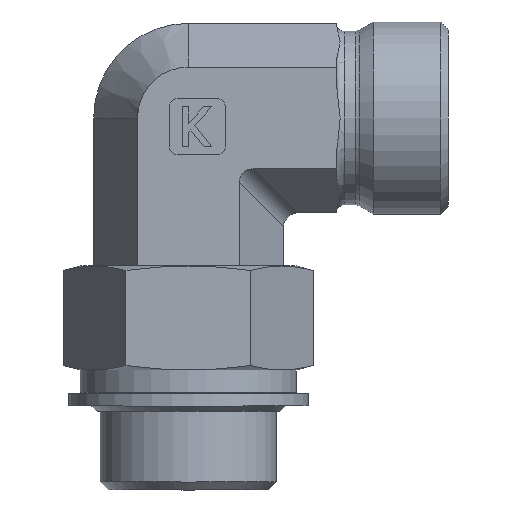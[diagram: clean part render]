
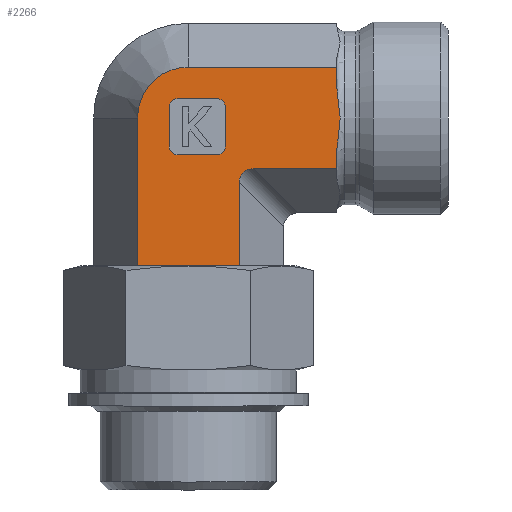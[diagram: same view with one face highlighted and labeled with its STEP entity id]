
A CAD part, left-side view. The second image highlights one B-rep face of the part: STEP entity #2266.
In plain terms, the highlighted planar face has unit normal (-1, 0, 0).
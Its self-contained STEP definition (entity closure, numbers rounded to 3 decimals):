
#347=CARTESIAN_POINT('',(-11.0,6.351,1.5));
#348=VERTEX_POINT('',#347);
#349=CARTESIAN_POINT('',(-11.,0.,1.5));
#350=VERTEX_POINT('',#349);
#351=CARTESIAN_POINT('',(-11.0,6.351,1.5));
#352=DIRECTION('',(0.0,-1.0,0.0));
#353=VECTOR('',#352,6.351);
#354=LINE('',#351,#353);
#355=EDGE_CURVE('',#348,#350,#354,.T.);
#378=CARTESIAN_POINT('',(-11.0,-6.351,1.5));
#379=VERTEX_POINT('',#378);
#388=CARTESIAN_POINT('',(-11.0,0.,1.5));
#389=DIRECTION('',(0.0,-1.0,0.0));
#390=VECTOR('',#389,6.351);
#391=LINE('',#388,#390);
#392=EDGE_CURVE('',#350,#379,#391,.T.);
#544=CARTESIAN_POINT('',(-11.0,-6.351,11.917));
#545=VERTEX_POINT('',#544);
#552=CARTESIAN_POINT('',(-11.0,-6.351,1.5));
#553=DIRECTION('',(0.0,0.0,1.0));
#554=VECTOR('',#553,10.417);
#555=LINE('',#552,#554);
#556=EDGE_CURVE('',#379,#545,#555,.T.);
#901=CARTESIAN_POINT('',(-11.0,-18.5,24.407));
#902=VERTEX_POINT('',#901);
#910=CARTESIAN_POINT('',(-11.0,-18.5,15.593));
#911=VERTEX_POINT('',#910);
#912=CARTESIAN_POINT('',(-11.0,-18.5,15.593));
#913=CARTESIAN_POINT('',(-11.0,-18.5,16.081));
#914=CARTESIAN_POINT('',(-11.0,-18.559,16.665));
#915=CARTESIAN_POINT('',(-11.0,-18.751,18.041));
#916=CARTESIAN_POINT('',(-11.0,-18.973,19.099));
#917=CARTESIAN_POINT('',(-11.0,-18.973,20.901));
#918=CARTESIAN_POINT('',(-11.0,-18.751,21.959));
#919=CARTESIAN_POINT('',(-11.0,-18.559,23.335));
#920=CARTESIAN_POINT('',(-11.0,-18.5,23.919));
#921=CARTESIAN_POINT('',(-11.0,-18.5,24.407));
#922=B_SPLINE_CURVE_WITH_KNOTS('',3,(#912,#913,#914,#915,#916,#917,#918,#919,#920,#921),.UNSPECIFIED.,.F.,.U.,(4,2,2,2,4),(0.917,1.063,1.334,1.604,1.751),.UNSPECIFIED.);
#923=EDGE_CURVE('',#911,#902,#922,.T.);
#1241=CARTESIAN_POINT('',(-11.,-18.5,13.649));
#1242=VERTEX_POINT('',#1241);
#1249=CARTESIAN_POINT('',(-11.,-8.083,13.649));
#1250=VERTEX_POINT('',#1249);
#1251=CARTESIAN_POINT('',(-11.,-8.083,13.649));
#1252=DIRECTION('',(0.0,-1.0,0.0));
#1253=VECTOR('',#1252,10.417);
#1254=LINE('',#1251,#1253);
#1255=EDGE_CURVE('',#1250,#1242,#1254,.T.);
#1292=CARTESIAN_POINT('',(-11.0,-18.5,26.351));
#1293=VERTEX_POINT('',#1292);
#1294=CARTESIAN_POINT('',(-11.0,-18.5,24.407));
#1295=DIRECTION('',(0.0,0.0,1.0));
#1296=VECTOR('',#1295,1.944);
#1297=LINE('',#1294,#1296);
#1298=EDGE_CURVE('',#902,#1293,#1297,.T.);
#1331=CARTESIAN_POINT('',(-11.0,-18.5,13.649));
#1332=DIRECTION('',(0.0,0.0,1.0));
#1333=VECTOR('',#1332,1.944);
#1334=LINE('',#1331,#1333);
#1335=EDGE_CURVE('',#1242,#911,#1334,.T.);
#1356=CARTESIAN_POINT('',(-11.0,0.,26.351));
#1357=VERTEX_POINT('',#1356);
#1364=CARTESIAN_POINT('',(-11.0,0.,26.351));
#1365=DIRECTION('',(0.0,-1.0,0.0));
#1366=VECTOR('',#1365,18.5);
#1367=LINE('',#1364,#1366);
#1368=EDGE_CURVE('',#1357,#1293,#1367,.T.);
#1783=CARTESIAN_POINT('',(-11.0,-4.6,21.4));
#1784=VERTEX_POINT('',#1783);
#1791=CARTESIAN_POINT('',(-11.0,-3.6,22.4));
#1792=VERTEX_POINT('',#1791);
#1793=CARTESIAN_POINT('',(-11.0,-3.6,21.4));
#1794=DIRECTION('',(-1.0,0.0,0.0));
#1795=DIRECTION('',(0.0,-0.707,0.707));
#1796=AXIS2_PLACEMENT_3D('',#1793,#1794,#1795);
#1797=CIRCLE('',#1796,1.0);
#1798=EDGE_CURVE('',#1784,#1792,#1797,.T.);
#1815=CARTESIAN_POINT('',(-11.0,1.4,22.4));
#1816=VERTEX_POINT('',#1815);
#1817=CARTESIAN_POINT('',(-11.0,1.4,22.4));
#1818=DIRECTION('',(0.0,-1.0,0.0));
#1819=VECTOR('',#1818,5.0);
#1820=LINE('',#1817,#1819);
#1821=EDGE_CURVE('',#1816,#1792,#1820,.T.);
#1856=CARTESIAN_POINT('',(-11.0,-3.6,15.4));
#1857=VERTEX_POINT('',#1856);
#1864=CARTESIAN_POINT('',(-11.0,-4.6,16.4));
#1865=VERTEX_POINT('',#1864);
#1866=CARTESIAN_POINT('',(-11.0,-3.6,16.4));
#1867=DIRECTION('',(-1.0,0.0,0.0));
#1868=DIRECTION('',(0.0,-0.707,-0.707));
#1869=AXIS2_PLACEMENT_3D('',#1866,#1867,#1868);
#1870=CIRCLE('',#1869,1.0);
#1871=EDGE_CURVE('',#1857,#1865,#1870,.T.);
#1895=CARTESIAN_POINT('',(-11.0,-4.6,21.4));
#1896=DIRECTION('',(0.0,0.0,-1.0));
#1897=VECTOR('',#1896,5.0);
#1898=LINE('',#1895,#1897);
#1899=EDGE_CURVE('',#1784,#1865,#1898,.T.);
#1920=CARTESIAN_POINT('',(-11.0,2.4,16.4));
#1921=VERTEX_POINT('',#1920);
#1928=CARTESIAN_POINT('',(-11.0,1.4,15.4));
#1929=VERTEX_POINT('',#1928);
#1930=CARTESIAN_POINT('',(-11.0,1.4,16.4));
#1931=DIRECTION('',(-1.0,0.0,0.0));
#1932=DIRECTION('',(0.0,0.707,-0.707));
#1933=AXIS2_PLACEMENT_3D('',#1930,#1931,#1932);
#1934=CIRCLE('',#1933,1.0);
#1935=EDGE_CURVE('',#1921,#1929,#1934,.T.);
#1959=CARTESIAN_POINT('',(-11.0,-3.6,15.4));
#1960=DIRECTION('',(0.0,1.0,0.0));
#1961=VECTOR('',#1960,5.);
#1962=LINE('',#1959,#1961);
#1963=EDGE_CURVE('',#1857,#1929,#1962,.T.);
#1983=CARTESIAN_POINT('',(-11.0,2.4,21.4));
#1984=VERTEX_POINT('',#1983);
#1985=CARTESIAN_POINT('',(-11.0,1.4,21.4));
#1986=DIRECTION('',(-1.0,0.0,0.0));
#1987=DIRECTION('',(0.0,0.707,0.707));
#1988=AXIS2_PLACEMENT_3D('',#1985,#1986,#1987);
#1989=CIRCLE('',#1988,1.0);
#1990=EDGE_CURVE('',#1816,#1984,#1989,.T.);
#2014=CARTESIAN_POINT('',(-11.0,2.4,16.4));
#2015=DIRECTION('',(0.0,0.0,1.0));
#2016=VECTOR('',#2015,5.0);
#2017=LINE('',#2014,#2016);
#2018=EDGE_CURVE('',#1921,#1984,#2017,.T.);
#2112=CARTESIAN_POINT('',(-11.0,-8.66,11.34));
#2113=DIRECTION('',(-1.0,0.0,0.0));
#2114=DIRECTION('',(0.0,0.707,0.707));
#2115=AXIS2_PLACEMENT_3D('',#2112,#2113,#2114);
#2116=ELLIPSE('',#2115,2.582,2.0);
#2117=EDGE_CURVE('',#1250,#545,#2116,.T.);
#2184=CARTESIAN_POINT('',(-11.0,6.351,20.0));
#2185=VERTEX_POINT('',#2184);
#2192=CARTESIAN_POINT('',(-11.0,0.,20.0));
#2193=DIRECTION('',(-1.0,0.0,0.0));
#2194=DIRECTION('',(0.0,0.0,1.0));
#2195=AXIS2_PLACEMENT_3D('',#2192,#2193,#2194);
#2196=CIRCLE('',#2195,6.351);
#2197=EDGE_CURVE('',#1357,#2185,#2196,.T.);
#2233=CARTESIAN_POINT('',(-11.0,-6.351,0.0));
#2234=DIRECTION('',(-1.0,0.0,0.0));
#2235=DIRECTION('',(0.0,0.0,1.0));
#2236=AXIS2_PLACEMENT_3D('',#2233,#2234,#2235);
#2237=PLANE('',#2236);
#2238=ORIENTED_EDGE('',*,*,#392,.T.);
#2239=ORIENTED_EDGE('',*,*,#556,.T.);
#2240=ORIENTED_EDGE('',*,*,#2117,.F.);
#2241=ORIENTED_EDGE('',*,*,#1255,.T.);
#2242=ORIENTED_EDGE('',*,*,#1335,.T.);
#2243=ORIENTED_EDGE('',*,*,#923,.T.);
#2244=ORIENTED_EDGE('',*,*,#1298,.T.);
#2245=ORIENTED_EDGE('',*,*,#1368,.F.);
#2246=ORIENTED_EDGE('',*,*,#2197,.T.);
#2247=CARTESIAN_POINT('',(-11.0,6.351,1.5));
#2248=DIRECTION('',(0.0,0.0,1.0));
#2249=VECTOR('',#2248,18.5);
#2250=LINE('',#2247,#2249);
#2251=EDGE_CURVE('',#348,#2185,#2250,.T.);
#2252=ORIENTED_EDGE('',*,*,#2251,.F.);
#2253=ORIENTED_EDGE('',*,*,#355,.T.);
#2254=EDGE_LOOP('',(#2238,#2239,#2240,#2241,#2242,#2243,#2244,#2245,#2246,#2252,#2253));
#2255=FACE_OUTER_BOUND('',#2254,.T.);
#2256=ORIENTED_EDGE('',*,*,#1963,.T.);
#2257=ORIENTED_EDGE('',*,*,#1935,.F.);
#2258=ORIENTED_EDGE('',*,*,#2018,.T.);
#2259=ORIENTED_EDGE('',*,*,#1990,.F.);
#2260=ORIENTED_EDGE('',*,*,#1821,.T.);
#2261=ORIENTED_EDGE('',*,*,#1798,.F.);
#2262=ORIENTED_EDGE('',*,*,#1899,.T.);
#2263=ORIENTED_EDGE('',*,*,#1871,.F.);
#2264=EDGE_LOOP('',(#2256,#2257,#2258,#2259,#2260,#2261,#2262,#2263));
#2265=FACE_BOUND('',#2264,.T.);
#2266=ADVANCED_FACE('',(#2255,#2265),#2237,.T.);
